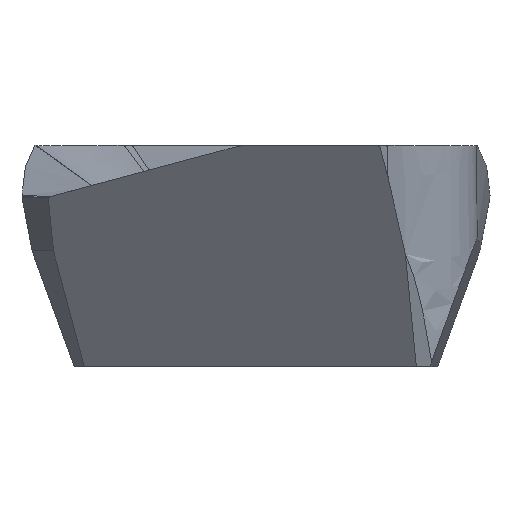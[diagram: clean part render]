
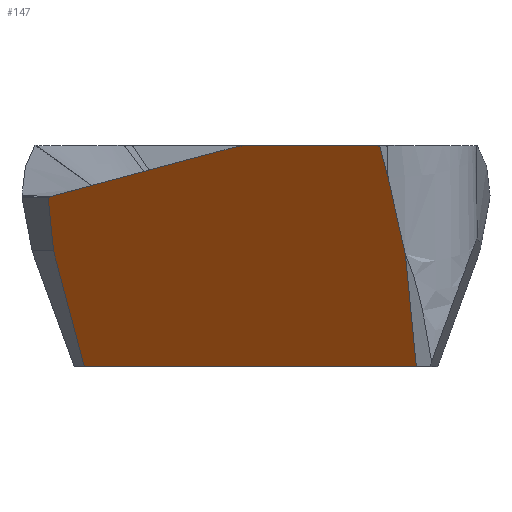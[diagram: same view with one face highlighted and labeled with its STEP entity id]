
A CAD part, left-side view. The second image highlights one B-rep face of the part: STEP entity #147.
In plain terms, the highlighted planar face has unit normal (-0.814, 0.47, -0.342).
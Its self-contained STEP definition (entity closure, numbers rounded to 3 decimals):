
#93=FACE_OUTER_BOUND('',#247,.T.);
#147=ADVANCED_FACE('',(#93),#186,.F.);
#186=PLANE('',#1114);
#247=EDGE_LOOP('',(#401,#402,#403,#404,#405,#406,#407,#408,#409));
#401=ORIENTED_EDGE('',*,*,#717,.T.);
#402=ORIENTED_EDGE('',*,*,#639,.T.);
#403=ORIENTED_EDGE('',*,*,#718,.F.);
#404=ORIENTED_EDGE('',*,*,#656,.F.);
#405=ORIENTED_EDGE('',*,*,#716,.F.);
#406=ORIENTED_EDGE('',*,*,#711,.F.);
#407=ORIENTED_EDGE('',*,*,#709,.F.);
#408=ORIENTED_EDGE('',*,*,#707,.F.);
#409=ORIENTED_EDGE('',*,*,#719,.T.);
#555=VERTEX_POINT('',#1545);
#556=VERTEX_POINT('',#1547);
#570=VERTEX_POINT('',#1639);
#571=VERTEX_POINT('',#1646);
#608=VERTEX_POINT('',#2461);
#609=VERTEX_POINT('',#2491);
#610=VERTEX_POINT('',#2518);
#611=VERTEX_POINT('',#2573);
#612=VERTEX_POINT('',#2722);
#639=EDGE_CURVE('',#556,#555,#915,.T.);
#656=EDGE_CURVE('',#570,#571,#802,.T.);
#707=EDGE_CURVE('',#608,#609,#836,.T.);
#709=EDGE_CURVE('',#609,#610,#941,.T.);
#711=EDGE_CURVE('',#610,#611,#943,.T.);
#716=EDGE_CURVE('',#611,#570,#946,.T.);
#717=EDGE_CURVE('',#612,#556,#947,.T.);
#718=EDGE_CURVE('',#571,#555,#948,.T.);
#719=EDGE_CURVE('',#608,#612,#949,.T.);
#802=B_SPLINE_CURVE_WITH_KNOTS('',3,(#1640,#1641,#1642,#1643,#1644,#1645),
 .UNSPECIFIED.,.F.,.F.,(4,1,1,4),(0.,0.333,0.667,1.),
 .UNSPECIFIED.);
#836=B_SPLINE_CURVE_WITH_KNOTS('',3,(#2487,#2488,#2489,#2490),
 .UNSPECIFIED.,.F.,.F.,(4,4),(0.,1.),.UNSPECIFIED.);
#915=LINE('',#1546,#975);
#941=LINE('',#2517,#1001);
#943=LINE('',#2572,#1003);
#946=LINE('',#2719,#1006);
#947=LINE('',#2721,#1007);
#948=LINE('',#2723,#1008);
#949=LINE('',#2724,#1009);
#975=VECTOR('',#1166,1.);
#1001=VECTOR('',#1210,1.);
#1003=VECTOR('',#1212,1.);
#1006=VECTOR('',#1217,1.);
#1007=VECTOR('',#1220,1.);
#1008=VECTOR('',#1221,1.);
#1009=VECTOR('',#1222,1.);
#1114=AXIS2_PLACEMENT_3D('',#2725,#1223,#1224);
#1166=DIRECTION('',(-0.5,-0.866,0.));
#1210=DIRECTION('',(-0.555,-0.804,0.215));
#1212=DIRECTION('',(-0.5,-0.866,0.));
#1217=DIRECTION('',(0.251,-0.247,-0.936));
#1220=DIRECTION('',(0.249,-0.249,-0.936));
#1221=DIRECTION('',(0.341,-0.091,-0.936));
#1222=DIRECTION('',(0.339,-0.094,-0.936));
#1223=DIRECTION('',(0.814,-0.47,0.342));
#1224=DIRECTION('',(-0.5,-0.866,0.));
#1545=CARTESIAN_POINT('',(-9.229,-3.626,-5.));
#1546=CARTESIAN_POINT('',(-4.895,3.882,-5.));
#1547=CARTESIAN_POINT('',(-4.895,3.882,-5.));
#1639=CARTESIAN_POINT('',(-10.654,-2.985,-0.73));
#1640=CARTESIAN_POINT('',(-10.654,-2.985,-0.73));
#1641=CARTESIAN_POINT('',(-10.604,-3.035,-0.917));
#1642=CARTESIAN_POINT('',(-10.5,-3.129,-1.295));
#1643=CARTESIAN_POINT('',(-10.332,-3.259,-1.873));
#1644=CARTESIAN_POINT('',(-10.214,-3.339,-2.265));
#1645=CARTESIAN_POINT('',(-10.153,-3.378,-2.462));
#1646=CARTESIAN_POINT('',(-10.153,-3.378,-2.462));
#2461=CARTESIAN_POINT('',(-6.033,4.7,-1.169));
#2487=CARTESIAN_POINT('',(-6.033,4.7,-1.169));
#2488=CARTESIAN_POINT('',(-6.149,4.532,-1.124));
#2489=CARTESIAN_POINT('',(-6.265,4.363,-1.079));
#2490=CARTESIAN_POINT('',(-6.381,4.195,-1.033));
#2491=CARTESIAN_POINT('',(-6.381,4.195,-1.033));
#2517=CARTESIAN_POINT('',(-7.717,2.259,-0.515));
#2518=CARTESIAN_POINT('',(-9.042,0.338,0.));
#2572=CARTESIAN_POINT('',(-9.042,0.338,0.));
#2573=CARTESIAN_POINT('',(-10.85,-2.793,0.));
#2719=CARTESIAN_POINT('',(-10.85,-2.793,0.));
#2721=CARTESIAN_POINT('',(-5.592,4.578,-2.385));
#2722=CARTESIAN_POINT('',(-5.592,4.578,-2.385));
#2723=CARTESIAN_POINT('',(-10.153,-3.378,-2.462));
#2724=CARTESIAN_POINT('',(-6.033,4.7,-1.169));
#2725=CARTESIAN_POINT('',(-8.653,1.012,0.));
